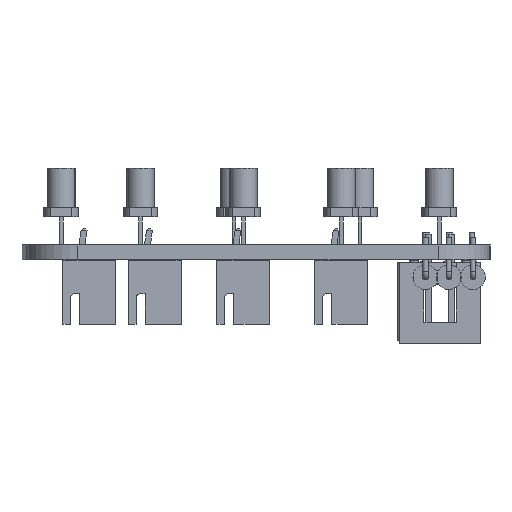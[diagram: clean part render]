
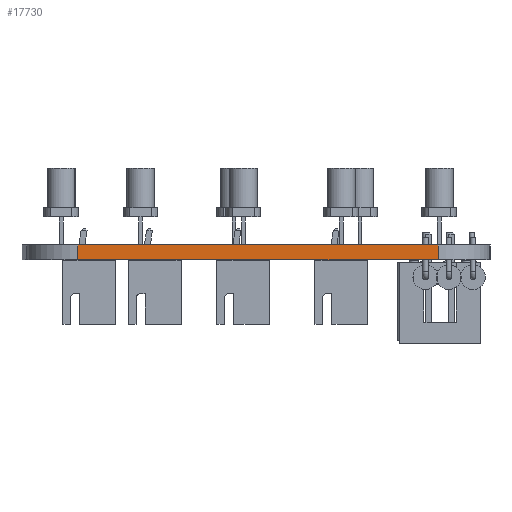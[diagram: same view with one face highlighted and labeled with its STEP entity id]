
A CAD part, left-side view. The second image highlights one B-rep face of the part: STEP entity #17730.
In plain terms, the highlighted planar face has unit normal (-1, 0.001, 0).
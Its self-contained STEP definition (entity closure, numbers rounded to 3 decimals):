
#16074 = VERTEX_POINT('',#16075);
#16075 = CARTESIAN_POINT('',(86.885,-89.816,0.));
#16082 = EDGE_CURVE('',#16074,#16083,#16085,.T.);
#16083 = VERTEX_POINT('',#16084);
#16084 = CARTESIAN_POINT('',(86.935,-50.547,0.));
#16085 = LINE('',#16086,#16087);
#16086 = CARTESIAN_POINT('',(86.885,-89.816,0.));
#16087 = VECTOR('',#16088,1.);
#16088 = DIRECTION('',(0.001,1.,0.));
#16931 = VERTEX_POINT('',#16932);
#16932 = CARTESIAN_POINT('',(86.885,-89.816,1.6));
#16939 = EDGE_CURVE('',#16931,#16940,#16942,.T.);
#16940 = VERTEX_POINT('',#16941);
#16941 = CARTESIAN_POINT('',(86.935,-50.547,1.6));
#16942 = LINE('',#16943,#16944);
#16943 = CARTESIAN_POINT('',(86.885,-89.816,1.6));
#16944 = VECTOR('',#16945,1.);
#16945 = DIRECTION('',(0.001,1.,0.));
#17700 = EDGE_CURVE('',#16083,#16940,#17701,.T.);
#17701 = LINE('',#17702,#17703);
#17702 = CARTESIAN_POINT('',(86.935,-50.547,0.));
#17703 = VECTOR('',#17704,1.);
#17704 = DIRECTION('',(0.,0.,1.));
#17730 = ADVANCED_FACE('',(#17731),#17742,.T.);
#17731 = FACE_BOUND('',#17732,.T.);
#17732 = EDGE_LOOP('',(#17733,#17739,#17740,#17741));
#17733 = ORIENTED_EDGE('',*,*,#17734,.T.);
#17734 = EDGE_CURVE('',#16074,#16931,#17735,.T.);
#17735 = LINE('',#17736,#17737);
#17736 = CARTESIAN_POINT('',(86.885,-89.816,0.));
#17737 = VECTOR('',#17738,1.);
#17738 = DIRECTION('',(0.,0.,1.));
#17739 = ORIENTED_EDGE('',*,*,#16939,.T.);
#17740 = ORIENTED_EDGE('',*,*,#17700,.F.);
#17741 = ORIENTED_EDGE('',*,*,#16082,.F.);
#17742 = PLANE('',#17743);
#17743 = AXIS2_PLACEMENT_3D('',#17744,#17745,#17746);
#17744 = CARTESIAN_POINT('',(86.885,-89.816,0.));
#17745 = DIRECTION('',(-1.,0.001,0.));
#17746 = DIRECTION('',(0.001,1.,0.));
